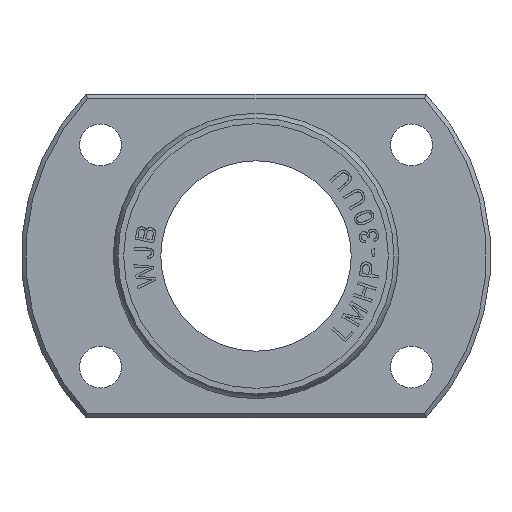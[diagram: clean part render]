
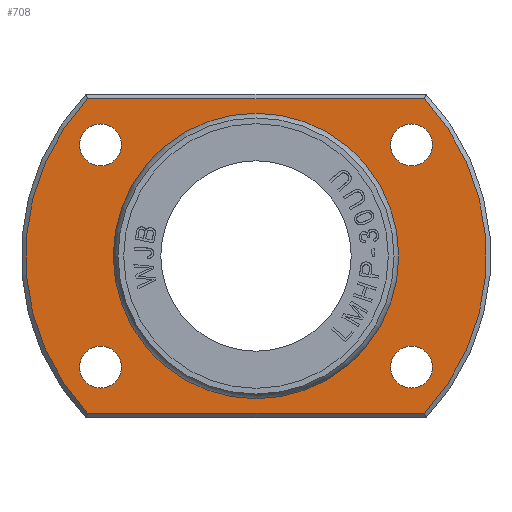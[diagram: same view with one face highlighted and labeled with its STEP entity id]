
A CAD part, left-side view. The second image highlights one B-rep face of the part: STEP entity #708.
In plain terms, the highlighted planar face has unit normal (-1, 0, 0).
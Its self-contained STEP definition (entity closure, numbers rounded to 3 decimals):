
#482=PLANE('',#6615);
#708=ADVANCED_FACE('',(#1163,#1164,#1165,#1166,#1167,#1168),#482,.T.);
#1163=FACE_BOUND('',#1282,.T.);
#1164=FACE_BOUND('',#1283,.T.);
#1165=FACE_BOUND('',#1284,.T.);
#1166=FACE_BOUND('',#1285,.T.);
#1167=FACE_BOUND('',#1286,.T.);
#1168=FACE_BOUND('',#1287,.T.);
#1282=EDGE_LOOP('',(#2482));
#1283=EDGE_LOOP('',(#2483));
#1284=EDGE_LOOP('',(#2484));
#1285=EDGE_LOOP('',(#2485,#2486,#2487,#2488));
#1286=EDGE_LOOP('',(#2489));
#1287=EDGE_LOOP('',(#2490));
#1773=B_SPLINE_CURVE_WITH_KNOTS('',3,(#9871,#9872,#9873,#9874),.UNSPECIFIED.,
 .F.,.F.,(4,4),(0.,1.),.UNSPECIFIED.);
#1774=B_SPLINE_CURVE_WITH_KNOTS('',3,(#9878,#9879,#9880,#9881),.UNSPECIFIED.,
 .F.,.F.,(4,4),(0.,1.),.UNSPECIFIED.);
#2169=CIRCLE('',#6608,3.3);
#2170=CIRCLE('',#6609,3.3);
#2171=CIRCLE('',#6610,22.127);
#2172=CIRCLE('',#6611,36.3);
#2173=CIRCLE('',#6612,36.3);
#2174=CIRCLE('',#6613,3.3);
#2175=CIRCLE('',#6614,3.3);
#2482=ORIENTED_EDGE('',*,*,#4900,.T.);
#2483=ORIENTED_EDGE('',*,*,#4901,.T.);
#2484=ORIENTED_EDGE('',*,*,#4902,.F.);
#2485=ORIENTED_EDGE('',*,*,#4903,.F.);
#2486=ORIENTED_EDGE('',*,*,#4904,.F.);
#2487=ORIENTED_EDGE('',*,*,#4905,.F.);
#2488=ORIENTED_EDGE('',*,*,#4906,.F.);
#2489=ORIENTED_EDGE('',*,*,#4907,.T.);
#2490=ORIENTED_EDGE('',*,*,#4908,.T.);
#4290=VERTEX_POINT('',#9863);
#4291=VERTEX_POINT('',#9865);
#4292=VERTEX_POINT('',#9867);
#4293=VERTEX_POINT('',#9869);
#4294=VERTEX_POINT('',#9870);
#4295=VERTEX_POINT('',#9875);
#4296=VERTEX_POINT('',#9877);
#4297=VERTEX_POINT('',#9883);
#4298=VERTEX_POINT('',#9885);
#4900=EDGE_CURVE('',#4290,#4290,#2169,.T.);
#4901=EDGE_CURVE('',#4291,#4291,#2170,.T.);
#4902=EDGE_CURVE('',#4292,#4292,#2171,.T.);
#4903=EDGE_CURVE('',#4293,#4294,#2172,.T.);
#4904=EDGE_CURVE('',#4295,#4293,#1773,.T.);
#4905=EDGE_CURVE('',#4296,#4295,#2173,.T.);
#4906=EDGE_CURVE('',#4294,#4296,#1774,.T.);
#4907=EDGE_CURVE('',#4297,#4297,#2174,.T.);
#4908=EDGE_CURVE('',#4298,#4298,#2175,.T.);
#6608=AXIS2_PLACEMENT_3D('',#9862,#7151,#7152);
#6609=AXIS2_PLACEMENT_3D('',#9864,#7153,#7154);
#6610=AXIS2_PLACEMENT_3D('',#9866,#7155,#7156);
#6611=AXIS2_PLACEMENT_3D('',#9868,#7157,#7158);
#6612=AXIS2_PLACEMENT_3D('',#9876,#7159,#7160);
#6613=AXIS2_PLACEMENT_3D('',#9882,#7161,#7162);
#6614=AXIS2_PLACEMENT_3D('',#9884,#7163,#7164);
#6615=AXIS2_PLACEMENT_3D('',#9886,#7165,#7166);
#7151=DIRECTION('',(1.,0.,0.));
#7152=DIRECTION('',(0.,0.,1.));
#7153=DIRECTION('',(1.,0.,0.));
#7154=DIRECTION('',(0.,0.,1.));
#7155=DIRECTION('',(-1.,0.,0.));
#7156=DIRECTION('',(0.,0.,1.));
#7157=DIRECTION('',(1.,0.,0.));
#7158=DIRECTION('',(0.,0.,-1.));
#7159=DIRECTION('',(1.,0.,0.));
#7160=DIRECTION('',(0.,0.,-1.));
#7161=DIRECTION('',(1.,0.,0.));
#7162=DIRECTION('',(0.,0.,1.));
#7163=DIRECTION('',(1.,0.,0.));
#7164=DIRECTION('',(0.,0.,1.));
#7165=DIRECTION('',(-1.,0.,0.));
#7166=DIRECTION('',(0.,0.,1.));
#9862=CARTESIAN_POINT('',(10.,-24.5,17.5));
#9863=CARTESIAN_POINT('',(10.,-24.5,20.8));
#9864=CARTESIAN_POINT('',(10.,24.5,17.5));
#9865=CARTESIAN_POINT('',(10.,24.5,20.8));
#9866=CARTESIAN_POINT('',(10.,0.,0.));
#9867=CARTESIAN_POINT('',(10.,0.,22.127));
#9868=CARTESIAN_POINT('',(10.,0.,0.));
#9869=CARTESIAN_POINT('',(10.,26.508,-24.8));
#9870=CARTESIAN_POINT('',(10.,26.508,24.8));
#9871=CARTESIAN_POINT('',(10.,-26.508,-24.8));
#9872=CARTESIAN_POINT('',(10.,-8.836,-24.8));
#9873=CARTESIAN_POINT('',(10.,8.836,-24.8));
#9874=CARTESIAN_POINT('',(10.,26.508,-24.8));
#9875=CARTESIAN_POINT('',(10.,-26.508,-24.8));
#9876=CARTESIAN_POINT('',(10.,0.,0.));
#9877=CARTESIAN_POINT('',(10.,-26.508,24.8));
#9878=CARTESIAN_POINT('',(10.,26.508,24.8));
#9879=CARTESIAN_POINT('',(10.,8.836,24.8));
#9880=CARTESIAN_POINT('',(10.,-8.836,24.8));
#9881=CARTESIAN_POINT('',(10.,-26.508,24.8));
#9882=CARTESIAN_POINT('',(10.,24.5,-17.5));
#9883=CARTESIAN_POINT('',(10.,24.5,-14.2));
#9884=CARTESIAN_POINT('',(10.,-24.5,-17.5));
#9885=CARTESIAN_POINT('',(10.,-24.5,-14.2));
#9886=CARTESIAN_POINT('',(10.,0.,29.563));
